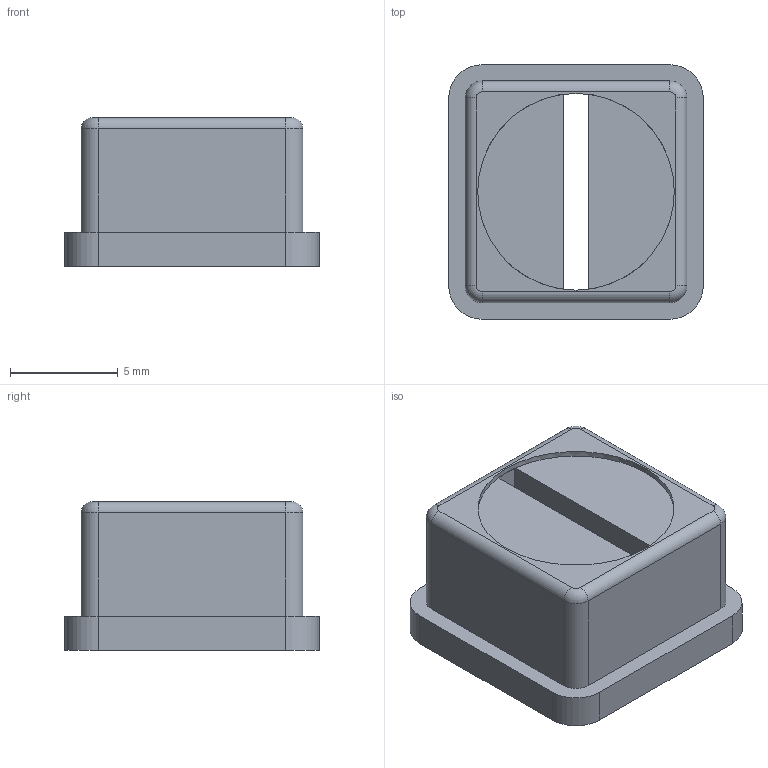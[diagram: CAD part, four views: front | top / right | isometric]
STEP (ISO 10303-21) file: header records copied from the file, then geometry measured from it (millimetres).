
FILE_DESCRIPTION (( 'STEP AP214' ), '1' );
FILE_NAME ('DDI ButtonV3c.STEP', '2020-11-28T01:13:38', ( '' ), ( '' ), 'SwSTEP 2.0', 'SolidWorks 2019', '' );
FILE_SCHEMA (( 'AUTOMOTIVE_DESIGN' ));
Length unit declared in the file: inch
Products named in the file (1): DDI ButtonV3c
Bounding box: 11.84 x 11.84 x 6.92 mm (x, y, z)
Volume: 696.4 mm3; surface area: 674.7 mm2
Topology: 1 solids, 1 shells, 44 faces, 109 edges, 68 vertices
Faces by surface type: plane 23, cylinder 17, torus 4
Entity records: 1349 total; most frequent: DIRECTION 243, CARTESIAN_POINT 222, ORIENTED_EDGE 218, EDGE_CURVE 109, AXIS2_PLACEMENT_3D 89, VERTEX_POINT 68, LINE 65, VECTOR 65
